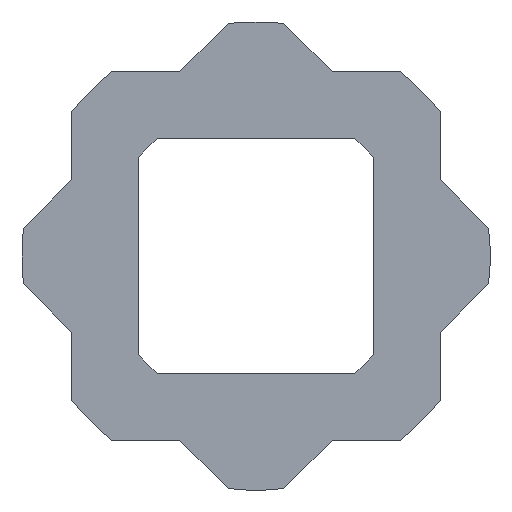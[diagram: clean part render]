
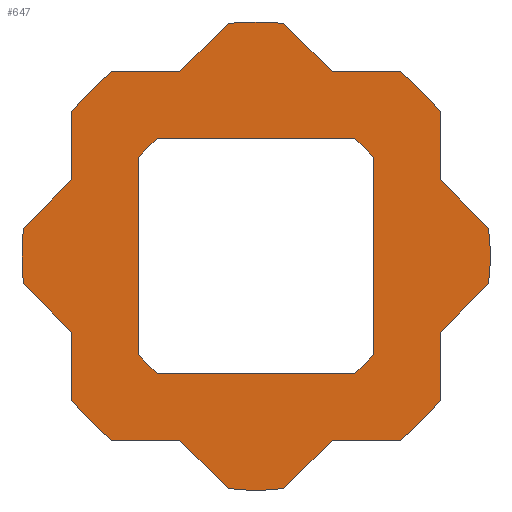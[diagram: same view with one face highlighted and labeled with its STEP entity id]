
A CAD part, front view. The second image highlights one B-rep face of the part: STEP entity #647.
In plain terms, the highlighted planar face has unit normal (0, -1, 0).
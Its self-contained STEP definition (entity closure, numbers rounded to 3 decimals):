
#44=CIRCLE('',#707,9.15);
#45=CIRCLE('',#708,9.15);
#46=CIRCLE('',#709,9.15);
#47=CIRCLE('',#710,9.15);
#48=CIRCLE('',#711,14.);
#49=CIRCLE('',#712,14.);
#50=CIRCLE('',#713,14.);
#51=CIRCLE('',#714,14.);
#52=CIRCLE('',#715,14.);
#53=CIRCLE('',#716,14.);
#54=CIRCLE('',#717,14.);
#55=CIRCLE('',#718,14.);
#88=ORIENTED_EDGE('',*,*,#280,.T.);
#89=ORIENTED_EDGE('',*,*,#281,.T.);
#90=ORIENTED_EDGE('',*,*,#282,.T.);
#91=ORIENTED_EDGE('',*,*,#283,.T.);
#92=ORIENTED_EDGE('',*,*,#284,.T.);
#93=ORIENTED_EDGE('',*,*,#285,.T.);
#94=ORIENTED_EDGE('',*,*,#286,.T.);
#95=ORIENTED_EDGE('',*,*,#287,.T.);
#96=ORIENTED_EDGE('',*,*,#288,.F.);
#97=ORIENTED_EDGE('',*,*,#289,.T.);
#98=ORIENTED_EDGE('',*,*,#290,.F.);
#99=ORIENTED_EDGE('',*,*,#291,.F.);
#100=ORIENTED_EDGE('',*,*,#292,.T.);
#101=ORIENTED_EDGE('',*,*,#293,.F.);
#102=ORIENTED_EDGE('',*,*,#294,.F.);
#103=ORIENTED_EDGE('',*,*,#295,.T.);
#104=ORIENTED_EDGE('',*,*,#296,.F.);
#105=ORIENTED_EDGE('',*,*,#297,.F.);
#106=ORIENTED_EDGE('',*,*,#298,.T.);
#107=ORIENTED_EDGE('',*,*,#299,.F.);
#108=ORIENTED_EDGE('',*,*,#300,.F.);
#109=ORIENTED_EDGE('',*,*,#301,.T.);
#110=ORIENTED_EDGE('',*,*,#302,.F.);
#111=ORIENTED_EDGE('',*,*,#303,.F.);
#112=ORIENTED_EDGE('',*,*,#304,.T.);
#113=ORIENTED_EDGE('',*,*,#305,.F.);
#114=ORIENTED_EDGE('',*,*,#306,.F.);
#115=ORIENTED_EDGE('',*,*,#307,.T.);
#116=ORIENTED_EDGE('',*,*,#308,.F.);
#117=ORIENTED_EDGE('',*,*,#309,.F.);
#118=ORIENTED_EDGE('',*,*,#310,.T.);
#119=ORIENTED_EDGE('',*,*,#311,.F.);
#280=EDGE_CURVE('',#376,#377,#428,.T.);
#281=EDGE_CURVE('',#377,#378,#44,.T.);
#282=EDGE_CURVE('',#378,#379,#429,.T.);
#283=EDGE_CURVE('',#379,#380,#45,.T.);
#284=EDGE_CURVE('',#380,#381,#430,.T.);
#285=EDGE_CURVE('',#381,#382,#46,.T.);
#286=EDGE_CURVE('',#382,#383,#431,.T.);
#287=EDGE_CURVE('',#383,#376,#47,.T.);
#288=EDGE_CURVE('',#384,#385,#432,.T.);
#289=EDGE_CURVE('',#384,#386,#48,.F.);
#290=EDGE_CURVE('',#387,#386,#433,.T.);
#291=EDGE_CURVE('',#388,#387,#434,.T.);
#292=EDGE_CURVE('',#388,#389,#49,.F.);
#293=EDGE_CURVE('',#390,#389,#435,.T.);
#294=EDGE_CURVE('',#391,#390,#436,.T.);
#295=EDGE_CURVE('',#391,#392,#50,.F.);
#296=EDGE_CURVE('',#393,#392,#437,.T.);
#297=EDGE_CURVE('',#394,#393,#438,.T.);
#298=EDGE_CURVE('',#394,#395,#51,.F.);
#299=EDGE_CURVE('',#396,#395,#439,.T.);
#300=EDGE_CURVE('',#397,#396,#440,.T.);
#301=EDGE_CURVE('',#397,#398,#52,.F.);
#302=EDGE_CURVE('',#399,#398,#441,.T.);
#303=EDGE_CURVE('',#400,#399,#442,.T.);
#304=EDGE_CURVE('',#400,#401,#53,.F.);
#305=EDGE_CURVE('',#402,#401,#443,.T.);
#306=EDGE_CURVE('',#403,#402,#444,.T.);
#307=EDGE_CURVE('',#403,#404,#54,.F.);
#308=EDGE_CURVE('',#405,#404,#445,.T.);
#309=EDGE_CURVE('',#406,#405,#446,.T.);
#310=EDGE_CURVE('',#406,#407,#55,.F.);
#311=EDGE_CURVE('',#385,#407,#447,.T.);
#376=VERTEX_POINT('',#1009);
#377=VERTEX_POINT('',#1010);
#378=VERTEX_POINT('',#1012);
#379=VERTEX_POINT('',#1014);
#380=VERTEX_POINT('',#1016);
#381=VERTEX_POINT('',#1018);
#382=VERTEX_POINT('',#1020);
#383=VERTEX_POINT('',#1022);
#384=VERTEX_POINT('',#1025);
#385=VERTEX_POINT('',#1026);
#386=VERTEX_POINT('',#1028);
#387=VERTEX_POINT('',#1030);
#388=VERTEX_POINT('',#1032);
#389=VERTEX_POINT('',#1034);
#390=VERTEX_POINT('',#1036);
#391=VERTEX_POINT('',#1038);
#392=VERTEX_POINT('',#1040);
#393=VERTEX_POINT('',#1042);
#394=VERTEX_POINT('',#1044);
#395=VERTEX_POINT('',#1046);
#396=VERTEX_POINT('',#1048);
#397=VERTEX_POINT('',#1050);
#398=VERTEX_POINT('',#1052);
#399=VERTEX_POINT('',#1054);
#400=VERTEX_POINT('',#1056);
#401=VERTEX_POINT('',#1058);
#402=VERTEX_POINT('',#1060);
#403=VERTEX_POINT('',#1062);
#404=VERTEX_POINT('',#1064);
#405=VERTEX_POINT('',#1066);
#406=VERTEX_POINT('',#1068);
#407=VERTEX_POINT('',#1070);
#428=LINE('',#1008,#500);
#429=LINE('',#1013,#501);
#430=LINE('',#1017,#502);
#431=LINE('',#1021,#503);
#432=LINE('',#1024,#504);
#433=LINE('',#1029,#505);
#434=LINE('',#1031,#506);
#435=LINE('',#1035,#507);
#436=LINE('',#1037,#508);
#437=LINE('',#1041,#509);
#438=LINE('',#1043,#510);
#439=LINE('',#1047,#511);
#440=LINE('',#1049,#512);
#441=LINE('',#1053,#513);
#442=LINE('',#1055,#514);
#443=LINE('',#1059,#515);
#444=LINE('',#1061,#516);
#445=LINE('',#1065,#517);
#446=LINE('',#1067,#518);
#447=LINE('',#1071,#519);
#500=VECTOR('',#801,1000.);
#501=VECTOR('',#804,1000.);
#502=VECTOR('',#807,1000.);
#503=VECTOR('',#810,1000.);
#504=VECTOR('',#813,1000.);
#505=VECTOR('',#816,1000.);
#506=VECTOR('',#817,1000.);
#507=VECTOR('',#820,1000.);
#508=VECTOR('',#821,1000.);
#509=VECTOR('',#824,1000.);
#510=VECTOR('',#825,1000.);
#511=VECTOR('',#828,1000.);
#512=VECTOR('',#829,1000.);
#513=VECTOR('',#832,1000.);
#514=VECTOR('',#833,1000.);
#515=VECTOR('',#836,1000.);
#516=VECTOR('',#837,1000.);
#517=VECTOR('',#840,1000.);
#518=VECTOR('',#841,1000.);
#519=VECTOR('',#844,1000.);
#554=EDGE_LOOP('',(#88,#89,#90,#91,#92,#93,#94,#95));
#555=EDGE_LOOP('',(#96,#97,#98,#99,#100,#101,#102,#103,#104,#105,#106,#107,
#108,#109,#110,#111,#112,#113,#114,#115,#116,#117,#118,#119));
#590=FACE_BOUND('',#554,.T.);
#591=FACE_BOUND('',#555,.T.);
#625=PLANE('',#706);
#647=ADVANCED_FACE('',(#590,#591),#625,.F.);
#706=AXIS2_PLACEMENT_3D('',#1007,#799,#800);
#707=AXIS2_PLACEMENT_3D('',#1011,#802,#803);
#708=AXIS2_PLACEMENT_3D('',#1015,#805,#806);
#709=AXIS2_PLACEMENT_3D('',#1019,#808,#809);
#710=AXIS2_PLACEMENT_3D('',#1023,#811,#812);
#711=AXIS2_PLACEMENT_3D('',#1027,#814,#815);
#712=AXIS2_PLACEMENT_3D('',#1033,#818,#819);
#713=AXIS2_PLACEMENT_3D('',#1039,#822,#823);
#714=AXIS2_PLACEMENT_3D('',#1045,#826,#827);
#715=AXIS2_PLACEMENT_3D('',#1051,#830,#831);
#716=AXIS2_PLACEMENT_3D('',#1057,#834,#835);
#717=AXIS2_PLACEMENT_3D('',#1063,#838,#839);
#718=AXIS2_PLACEMENT_3D('',#1069,#842,#843);
#799=DIRECTION('',(0.,1.,0.));
#800=DIRECTION('',(0.,0.,1.));
#801=DIRECTION('',(0.,0.,1.));
#802=DIRECTION('',(0.,1.,0.));
#803=DIRECTION('',(1.,0.,0.));
#804=DIRECTION('',(1.,0.,0.));
#805=DIRECTION('',(0.,1.,0.));
#806=DIRECTION('',(1.,0.,0.));
#807=DIRECTION('',(0.,0.,-1.));
#808=DIRECTION('',(0.,1.,0.));
#809=DIRECTION('',(1.,0.,0.));
#810=DIRECTION('',(-1.,0.,0.));
#811=DIRECTION('',(0.,1.,0.));
#812=DIRECTION('',(1.,0.,0.));
#813=DIRECTION('',(1.,0.,0.));
#814=DIRECTION('',(0.,1.,0.));
#815=DIRECTION('',(0.,0.,1.));
#816=DIRECTION('',(0.,0.,1.));
#817=DIRECTION('',(0.707,0.,0.707));
#818=DIRECTION('',(0.,1.,0.));
#819=DIRECTION('',(0.,0.,1.));
#820=DIRECTION('',(-0.707,0.,0.707));
#821=DIRECTION('',(0.,0.,1.));
#822=DIRECTION('',(0.,1.,0.));
#823=DIRECTION('',(0.,0.,1.));
#824=DIRECTION('',(-1.,0.,0.));
#825=DIRECTION('',(-0.707,0.,0.707));
#826=DIRECTION('',(0.,1.,0.));
#827=DIRECTION('',(0.,0.,1.));
#828=DIRECTION('',(-0.707,0.,-0.707));
#829=DIRECTION('',(-1.,0.,0.));
#830=DIRECTION('',(0.,1.,0.));
#831=DIRECTION('',(0.,0.,1.));
#832=DIRECTION('',(0.,0.,-1.));
#833=DIRECTION('',(-0.707,0.,-0.707));
#834=DIRECTION('',(0.,1.,0.));
#835=DIRECTION('',(0.,0.,1.));
#836=DIRECTION('',(0.707,0.,-0.707));
#837=DIRECTION('',(0.,0.,-1.));
#838=DIRECTION('',(0.,1.,0.));
#839=DIRECTION('',(0.,0.,1.));
#840=DIRECTION('',(1.,0.,0.));
#841=DIRECTION('',(0.707,0.,-0.707));
#842=DIRECTION('',(0.,1.,0.));
#843=DIRECTION('',(0.,0.,1.));
#844=DIRECTION('',(0.707,0.,0.707));
#1007=CARTESIAN_POINT('',(0.,0.,0.));
#1008=CARTESIAN_POINT('',(-7.,0.,-5.893));
#1009=CARTESIAN_POINT('',(-7.,0.,-5.893));
#1010=CARTESIAN_POINT('',(-7.,0.,5.893));
#1011=CARTESIAN_POINT('',(0.,0.,0.));
#1012=CARTESIAN_POINT('',(-5.893,0.,7.));
#1013=CARTESIAN_POINT('',(-5.893,0.,7.));
#1014=CARTESIAN_POINT('',(5.893,0.,7.));
#1015=CARTESIAN_POINT('',(0.,0.,0.));
#1016=CARTESIAN_POINT('',(7.,0.,5.893));
#1017=CARTESIAN_POINT('',(7.,0.,5.893));
#1018=CARTESIAN_POINT('',(7.,0.,-5.893));
#1019=CARTESIAN_POINT('',(0.,0.,0.));
#1020=CARTESIAN_POINT('',(5.893,0.,-7.));
#1021=CARTESIAN_POINT('',(5.893,0.,-7.));
#1022=CARTESIAN_POINT('',(-5.893,0.,-7.));
#1023=CARTESIAN_POINT('',(0.,0.,0.));
#1024=CARTESIAN_POINT('',(-11.,0.,11.));
#1025=CARTESIAN_POINT('',(-8.66,0.,11.));
#1026=CARTESIAN_POINT('',(-4.556,0.,11.));
#1027=CARTESIAN_POINT('',(0.,0.,0.));
#1028=CARTESIAN_POINT('',(-11.,0.,8.66));
#1029=CARTESIAN_POINT('',(-11.,0.,4.556));
#1030=CARTESIAN_POINT('',(-11.,0.,4.556));
#1031=CARTESIAN_POINT('',(-15.556,0.,0.));
#1032=CARTESIAN_POINT('',(-13.902,0.,1.654));
#1033=CARTESIAN_POINT('',(0.,0.,0.));
#1034=CARTESIAN_POINT('',(-13.902,0.,-1.654));
#1035=CARTESIAN_POINT('',(-11.,0.,-4.556));
#1036=CARTESIAN_POINT('',(-11.,0.,-4.556));
#1037=CARTESIAN_POINT('',(-11.,0.,-11.));
#1038=CARTESIAN_POINT('',(-11.,0.,-8.66));
#1039=CARTESIAN_POINT('',(0.,0.,0.));
#1040=CARTESIAN_POINT('',(-8.66,0.,-11.));
#1041=CARTESIAN_POINT('',(-4.556,0.,-11.));
#1042=CARTESIAN_POINT('',(-4.556,0.,-11.));
#1043=CARTESIAN_POINT('',(0.,0.,-15.556));
#1044=CARTESIAN_POINT('',(-1.654,0.,-13.902));
#1045=CARTESIAN_POINT('',(0.,0.,0.));
#1046=CARTESIAN_POINT('',(1.654,0.,-13.902));
#1047=CARTESIAN_POINT('',(4.556,0.,-11.));
#1048=CARTESIAN_POINT('',(4.556,0.,-11.));
#1049=CARTESIAN_POINT('',(11.,0.,-11.));
#1050=CARTESIAN_POINT('',(8.66,0.,-11.));
#1051=CARTESIAN_POINT('',(0.,0.,0.));
#1052=CARTESIAN_POINT('',(11.,0.,-8.66));
#1053=CARTESIAN_POINT('',(11.,0.,-4.556));
#1054=CARTESIAN_POINT('',(11.,0.,-4.556));
#1055=CARTESIAN_POINT('',(15.556,0.,0.));
#1056=CARTESIAN_POINT('',(13.902,0.,-1.654));
#1057=CARTESIAN_POINT('',(0.,0.,0.));
#1058=CARTESIAN_POINT('',(13.902,0.,1.654));
#1059=CARTESIAN_POINT('',(11.,0.,4.556));
#1060=CARTESIAN_POINT('',(11.,0.,4.556));
#1061=CARTESIAN_POINT('',(11.,0.,11.));
#1062=CARTESIAN_POINT('',(11.,0.,8.66));
#1063=CARTESIAN_POINT('',(0.,0.,0.));
#1064=CARTESIAN_POINT('',(8.66,0.,11.));
#1065=CARTESIAN_POINT('',(4.556,0.,11.));
#1066=CARTESIAN_POINT('',(4.556,0.,11.));
#1067=CARTESIAN_POINT('',(0.,0.,15.556));
#1068=CARTESIAN_POINT('',(1.654,0.,13.902));
#1069=CARTESIAN_POINT('',(0.,0.,0.));
#1070=CARTESIAN_POINT('',(-1.654,0.,13.902));
#1071=CARTESIAN_POINT('',(-4.556,0.,11.));
